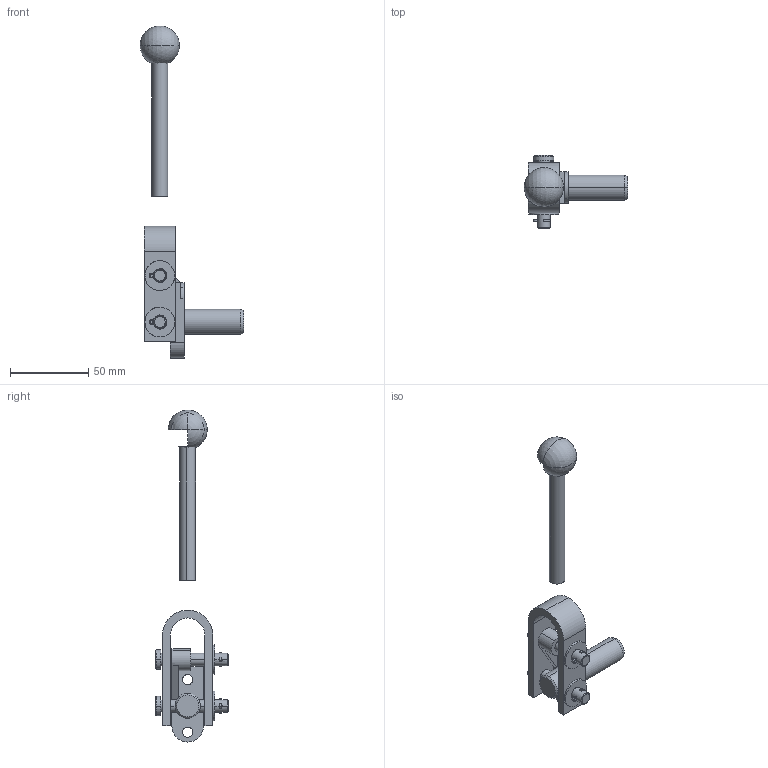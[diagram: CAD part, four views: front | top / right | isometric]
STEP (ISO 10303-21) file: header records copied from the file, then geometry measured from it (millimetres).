
FILE_DESCRIPTION(('CATIA V5 STEP Exchange'),'2;1');
FILE_NAME('SCHUBSTANGENSPANNER_TS_L_123M_357907.stp','2018-08-16T12:01:34+00:00',('none'),('none'),'CATIA Version 5 Release 19 SP 9 (IN-10)','CATIA V5 STEP AP214','none');
FILE_SCHEMA(('AUTOMOTIVE_DESIGN { 1 0 10303 214 1 1 1 1 }'));
Length unit declared in the file: millimetre
Products named in the file (1): SCHUBSTANGENSPANNER_TS_L_123M_357907
Bounding box: 66.03 x 46.5 x 211.5 mm (x, y, z)
Volume: 46444.8 mm3; surface area: 22586.3 mm2
Topology: 2 solids, 2 shells, 162 faces, 535 edges, 357 vertices
Faces by surface type: cylinder 96, plane 50, cone 12, sphere 4
Entity records: 6955 total; most frequent: CARTESIAN_POINT 2522, ORIENTED_EDGE 1054, DIRECTION 698, EDGE_CURVE 527, VERTEX_POINT 357, AXIS2_PLACEMENT_3D 321, VECTOR 220, LINE 220
